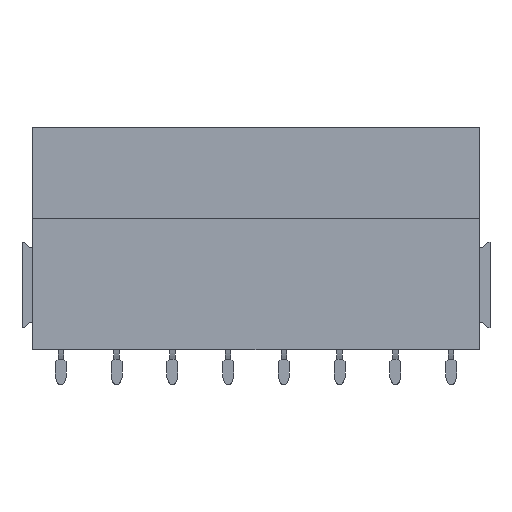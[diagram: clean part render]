
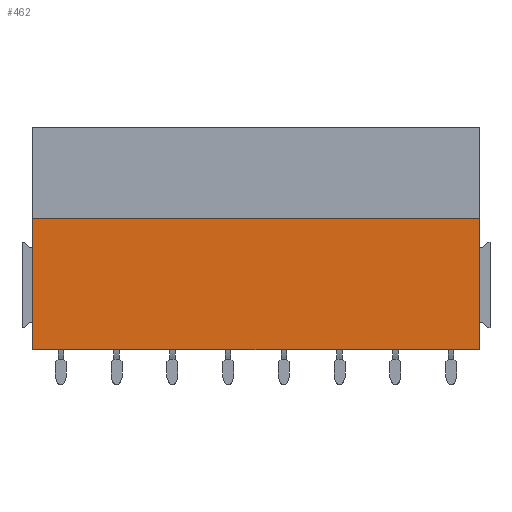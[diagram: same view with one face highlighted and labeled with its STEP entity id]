
A CAD part, front view. The second image highlights one B-rep face of the part: STEP entity #462.
In plain terms, the highlighted planar face has unit normal (0, -1, 0).
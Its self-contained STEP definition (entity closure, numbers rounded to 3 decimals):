
#435=AXIS2_PLACEMENT_3D('Plane Axis2P3D',#432,#433,#434) ;
#383=CARTESIAN_POINT('Vertex',(1.,0.,3.2)) ;
#386=CARTESIAN_POINT('Line Origine',(1.,0.,9.15)) ;
#390=CARTESIAN_POINT('Vertex',(1.,0.,15.1)) ;
#432=CARTESIAN_POINT('Axis2P3D Location',(6.08,0.,0.)) ;
#437=CARTESIAN_POINT('Line Origine',(41.64,0.,9.15)) ;
#441=CARTESIAN_POINT('Vertex',(41.64,0.,3.2)) ;
#443=CARTESIAN_POINT('Vertex',(41.64,0.,15.1)) ;
#446=CARTESIAN_POINT('Line Origine',(21.32,0.,15.1)) ;
#451=CARTESIAN_POINT('Line Origine',(21.32,0.,3.2)) ;
#387=DIRECTION('Vector Direction',(0.,0.,1.)) ;
#433=DIRECTION('Axis2P3D Direction',(0.,1.,-0.)) ;
#434=DIRECTION('Axis2P3D XDirection',(-1.,0.,0.)) ;
#438=DIRECTION('Vector Direction',(0.,0.,1.)) ;
#447=DIRECTION('Vector Direction',(1.,0.,0.)) ;
#452=DIRECTION('Vector Direction',(-1.,0.,0.)) ;
#388=VECTOR('Line Direction',#387,1.) ;
#439=VECTOR('Line Direction',#438,1.) ;
#448=VECTOR('Line Direction',#447,1.) ;
#453=VECTOR('Line Direction',#452,1.) ;
#457=ORIENTED_EDGE('',*,*,#445,.T.) ;
#458=ORIENTED_EDGE('',*,*,#450,.F.) ;
#459=ORIENTED_EDGE('',*,*,#392,.F.) ;
#460=ORIENTED_EDGE('',*,*,#455,.F.) ;
#462=ADVANCED_FACE('BLL5.08/8/180B 3.2SNOR 1682790000',(#461),#436,.F.) ;
#392=EDGE_CURVE('',#384,#391,#389,.T.) ;
#445=EDGE_CURVE('',#442,#444,#440,.T.) ;
#450=EDGE_CURVE('',#391,#444,#449,.T.) ;
#455=EDGE_CURVE('',#442,#384,#454,.T.) ;
#456=EDGE_LOOP('',(#457,#458,#459,#460)) ;
#461=FACE_OUTER_BOUND('',#456,.T.) ;
#389=LINE('Line',#386,#388) ;
#440=LINE('Line',#437,#439) ;
#449=LINE('Line',#446,#448) ;
#454=LINE('Line',#451,#453) ;
#436=PLANE('',#435) ;
#384=VERTEX_POINT('',#383) ;
#391=VERTEX_POINT('',#390) ;
#442=VERTEX_POINT('',#441) ;
#444=VERTEX_POINT('',#443) ;
